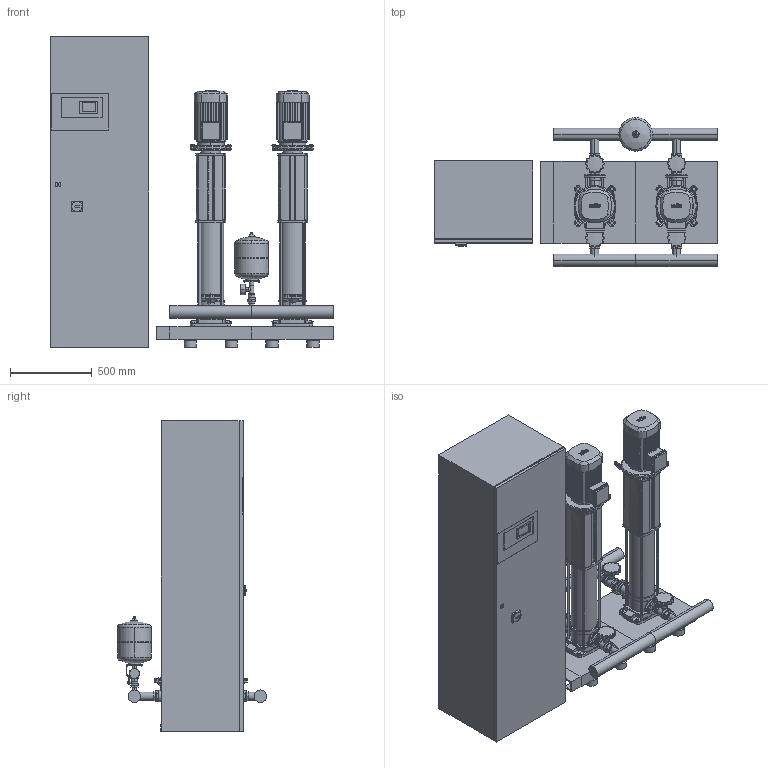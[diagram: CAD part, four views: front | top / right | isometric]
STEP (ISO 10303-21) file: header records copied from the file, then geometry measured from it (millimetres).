
FILE_DESCRIPTION((''),'2;1');
FILE_NAME('3d_COR-2HELIXV1610_K_CC-01-2532260.stp','2016-01-25T07:20:28',(''),(''),'Mechanical Desktop 2009','Mechanical Desktop 2009',', , ');
FILE_SCHEMA(('CONFIG_CONTROL_DESIGN'));
Length unit declared in the file: millimetre
Products named in the file (1): Product
Bounding box: 1730 x 911.05 x 1900 mm (x, y, z)
Volume: 662727983.3 mm3; surface area: 12514422.9 mm2
Topology: 109 solids, 109 shells, 4113 faces, 10859 edges, 7129 vertices
Faces by surface type: plane 1899, bspline 1054, cylinder 914, cone 168, torus 64, sphere 14
Entity records: 134978 total; most frequent: CARTESIAN_POINT 32944, ORIENTED_EDGE 21702, DIRECTION 19609, EDGE_CURVE 10851, VECTOR 7329, LINE 7329, VERTEX_POINT 7124, AXIS2_PLACEMENT_3D 6140
